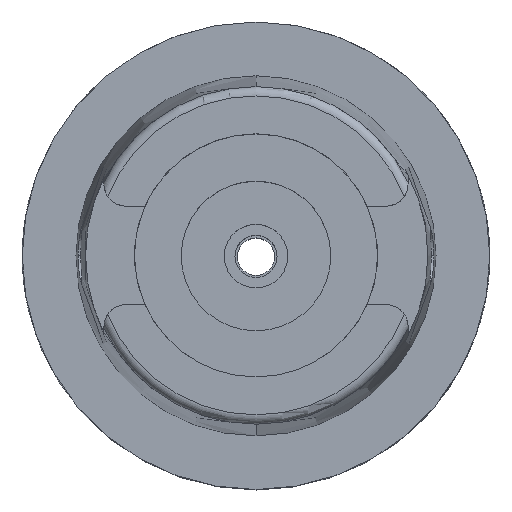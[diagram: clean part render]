
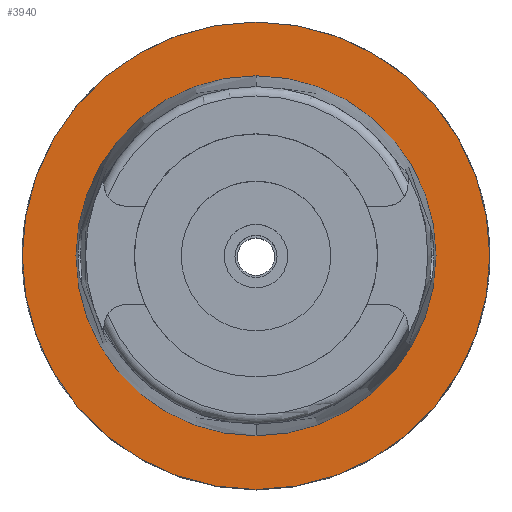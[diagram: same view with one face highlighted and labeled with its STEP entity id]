
A CAD part, top view. The second image highlights one B-rep face of the part: STEP entity #3940.
In plain terms, the highlighted planar face has unit normal (0, 0, 1).
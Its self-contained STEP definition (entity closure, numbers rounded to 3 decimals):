
#1877=CARTESIAN_POINT('',(0.,0.,0.));
#1878=DIRECTION('',(0.,0.,-1.));
#1879=DIRECTION('',(0.,-1.,0.));
#1880=AXIS2_PLACEMENT_3D('',#1877,#1878,#1879);
#1885=CARTESIAN_POINT('',(0.,0.,0.));
#1886=DIRECTION('',(0.,0.,-1.));
#1887=DIRECTION('',(0.,1.,0.));
#1888=AXIS2_PLACEMENT_3D('',#1885,#1886,#1887);
#1893=CARTESIAN_POINT('',(0.,0.,0.));
#1894=DIRECTION('',(0.,0.,1.));
#1895=DIRECTION('',(0.,-1.,0.));
#1896=AXIS2_PLACEMENT_3D('',#1893,#1894,#1895);
#1901=CARTESIAN_POINT('',(0.,0.,0.));
#1902=DIRECTION('',(0.,0.,1.));
#1903=DIRECTION('',(0.,1.,0.));
#1904=AXIS2_PLACEMENT_3D('',#1901,#1902,#1903);
#2337=CARTESIAN_POINT('',(0.,-19.25,0.));
#2338=VERTEX_POINT('',#2337);
#2339=CARTESIAN_POINT('',(0.,19.25,0.));
#2340=VERTEX_POINT('',#2339);
#2602=CARTESIAN_POINT('',(0.,25.,0.));
#2603=VERTEX_POINT('',#2602);
#2604=CARTESIAN_POINT('',(0.,-25.,0.));
#2605=VERTEX_POINT('',#2604);
#3927=CARTESIAN_POINT('',(0.,0.,0.));
#3928=DIRECTION('',(0.,0.,1.));
#3929=DIRECTION('',(0.,1.,0.));
#3930=AXIS2_PLACEMENT_3D('',#3927,#3928,#3929);
#3931=PLANE('',#3930);
#3932=ORIENTED_EDGE('',*,*,#3909,.T.);
#3933=ORIENTED_EDGE('',*,*,#3796,.T.);
#3934=EDGE_LOOP('',(#3932,#3933));
#3935=FACE_OUTER_BOUND('',#3934,.F.);
#3936=ORIENTED_EDGE('',*,*,#2817,.T.);
#3937=ORIENTED_EDGE('',*,*,#2786,.T.);
#3938=EDGE_LOOP('',(#3936,#3937));
#3939=FACE_BOUND('',#3938,.F.);
#1881=CIRCLE('',#1880,25.);
#1889=CIRCLE('',#1888,25.);
#1897=CIRCLE('',#1896,19.25);
#1905=CIRCLE('',#1904,19.25);
#2786=EDGE_CURVE('',#2340,#2338,#1905,.T.);
#2817=EDGE_CURVE('',#2338,#2340,#1897,.T.);
#3796=EDGE_CURVE('',#2603,#2605,#1889,.T.);
#3909=EDGE_CURVE('',#2605,#2603,#1881,.T.);
#3940=ADVANCED_FACE('',(#3935,#3939),#3931,.T.);
